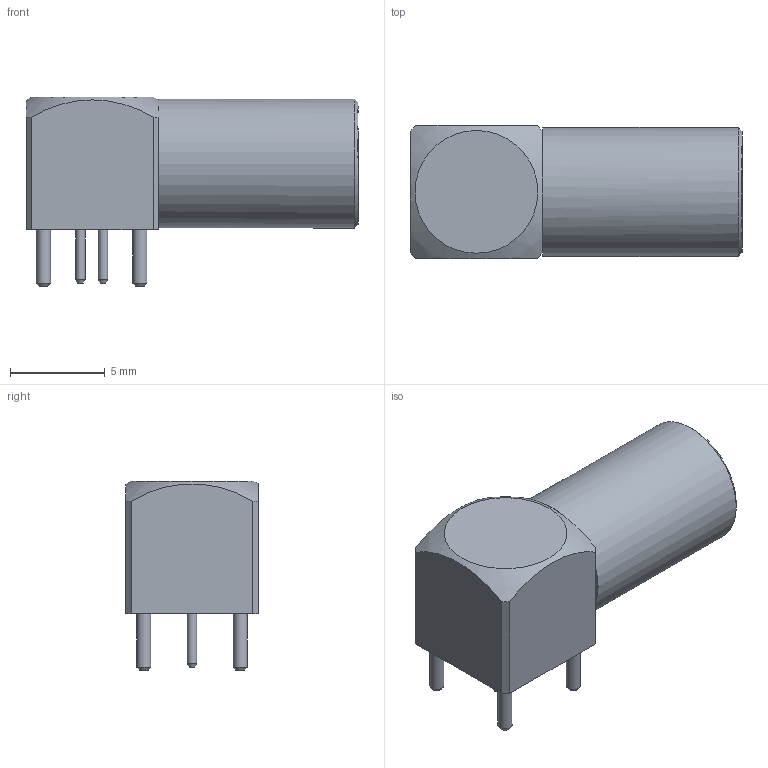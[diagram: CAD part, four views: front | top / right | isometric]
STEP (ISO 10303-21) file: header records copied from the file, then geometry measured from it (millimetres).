
FILE_DESCRIPTION(('FreeCAD Model'),'2;1');
FILE_NAME('Open CASCADE Shape Model','2024-10-06T07:06:52',( 'kicad StepUp'),('ksu MCAD'),'Open CASCADE STEP processor 7.8', 'FreeCAD','Unknown');
FILE_SCHEMA(('AUTOMOTIVE_DESIGN { 1 0 10303 214 1 1 1 1 }'));
Length unit declared in the file: millimetre
Products named in the file (1): LEMO-EPG.00.302.NLN
Bounding box: 17.5 x 7 x 10 mm (x, y, z)
Volume: 593 mm3; surface area: 763.1 mm2
Topology: 1 solids, 1 shells, 55 faces, 109 edges, 68 vertices
Faces by surface type: plane 32, cylinder 13, cone 9, sphere 1
Full cylindrical faces by diameter (mm): 0.5 x2, 0.6 x2, 0.75 x4, 1 x2, 2.9 x1, 5.2 x1, 6.8 x1
Entity records: 1635 total; most frequent: DIRECTION 279, CARTESIAN_POINT 233, ORIENTED_EDGE 218, AXIS2_PLACEMENT_3D 114, EDGE_CURVE 109, VERTEX_POINT 68, FACE_BOUND 67, EDGE_LOOP 67
